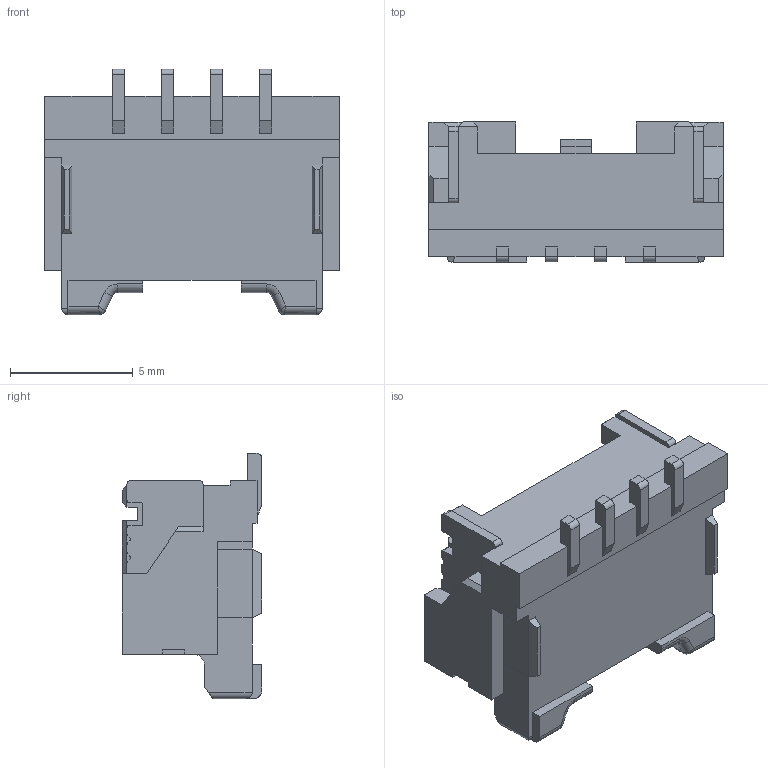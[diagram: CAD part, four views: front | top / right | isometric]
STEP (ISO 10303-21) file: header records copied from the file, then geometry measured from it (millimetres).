
FILE_DESCRIPTION (( 'STEP AP214' ), '1' );
FILE_NAME ('SM04B-PASS-TBT(LF)(SN).STEP', '2023-09-20T22:49:05', ( '' ), ( '' ), 'SwSTEP 2.0', 'SolidWorks 2021', '' );
FILE_SCHEMA (( 'AUTOMOTIVE_DESIGN' ));
Length unit declared in the file: millimetre
Products named in the file (1): SM04B-PASS-TBT(LF)(SN)
Bounding box: 12 x 5.7 x 10 mm (x, y, z)
Volume: 286.9 mm3; surface area: 727.2 mm2
Topology: 13 solids, 13 shells, 313 faces, 796 edges, 508 vertices
Faces by surface type: plane 261, cylinder 46, torus 2, bspline 2, cone 2
Entity records: 9455 total; most frequent: CARTESIAN_POINT 1692, ORIENTED_EDGE 1588, DIRECTION 1492, EDGE_CURVE 794, VECTOR 700, LINE 700, VERTEX_POINT 508, AXIS2_PLACEMENT_3D 396
